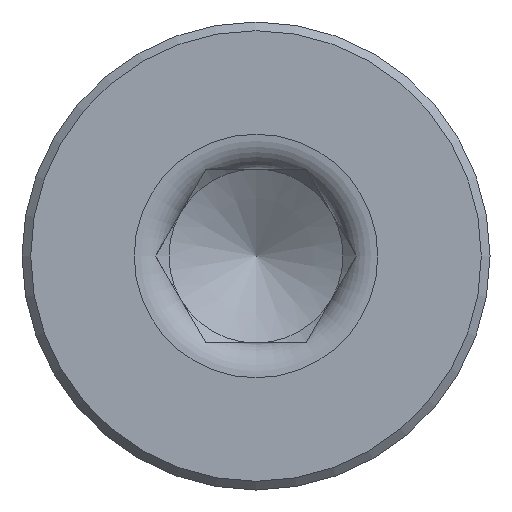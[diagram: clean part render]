
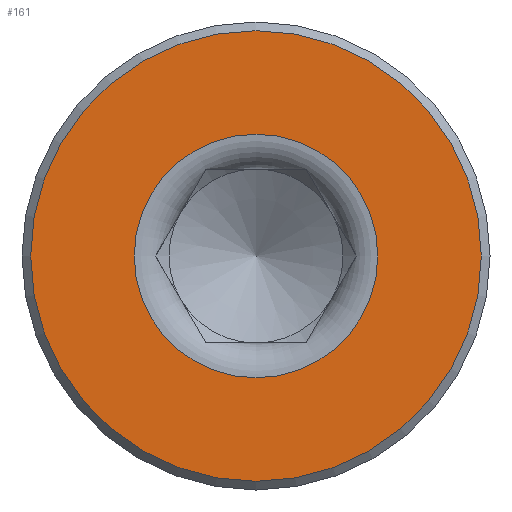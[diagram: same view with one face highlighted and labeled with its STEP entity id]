
A CAD part, left-side view. The second image highlights one B-rep face of the part: STEP entity #161.
In plain terms, the highlighted planar face has unit normal (-1, 0, 0).
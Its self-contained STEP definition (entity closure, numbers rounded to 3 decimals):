
#41 = CIRCLE ( 'NONE', #77, 12.95 ) ;
#45 = DIRECTION ( 'NONE',  ( 1., 0., 0. ) ) ;
#77 = AXIS2_PLACEMENT_3D ( 'NONE', #410, #897, #475 ) ;
#152 = VERTEX_POINT ( 'NONE', #265 ) ;
#161 = ADVANCED_FACE ( 'NONE', ( #314, #719 ), #849, .F. ) ;
#196 = CARTESIAN_POINT ( 'NONE',  ( 0., 0., -7. ) ) ;
#228 = DIRECTION ( 'NONE',  ( 0., 0., -1. ) ) ;
#265 = CARTESIAN_POINT ( 'NONE',  ( 0., 0., -12.95 ) ) ;
#293 = CARTESIAN_POINT ( 'NONE',  ( 0., 0., 0. ) ) ;
#312 = VERTEX_POINT ( 'NONE', #196 ) ;
#314 = FACE_OUTER_BOUND ( 'NONE', #564, .T. ) ;
#316 = EDGE_CURVE ( 'NONE', #312, #312, #326, .T. ) ;
#326 = CIRCLE ( 'NONE', #373, 7. ) ;
#373 = AXIS2_PLACEMENT_3D ( 'NONE', #458, #45, #529 ) ;
#410 = CARTESIAN_POINT ( 'NONE',  ( 0., 0., 0. ) ) ;
#454 = EDGE_CURVE ( 'NONE', #152, #152, #41, .T. ) ;
#458 = CARTESIAN_POINT ( 'NONE',  ( 0., 0., 0. ) ) ;
#475 = DIRECTION ( 'NONE',  ( 0., 0., -1. ) ) ;
#529 = DIRECTION ( 'NONE',  ( 0., 0., -1. ) ) ;
#564 = EDGE_LOOP ( 'NONE', ( #819 ) ) ;
#640 = DIRECTION ( 'NONE',  ( 1., 0., 0. ) ) ;
#667 = AXIS2_PLACEMENT_3D ( 'NONE', #293, #640, #228 ) ;
#705 = EDGE_LOOP ( 'NONE', ( #792 ) ) ;
#719 = FACE_BOUND ( 'NONE', #705, .T. ) ;
#792 = ORIENTED_EDGE ( 'NONE', *, *, #316, .T. ) ;
#819 = ORIENTED_EDGE ( 'NONE', *, *, #454, .T. ) ;
#849 = PLANE ( 'NONE',  #667 ) ;
#897 = DIRECTION ( 'NONE',  ( -1., 0., 0. ) ) ;
